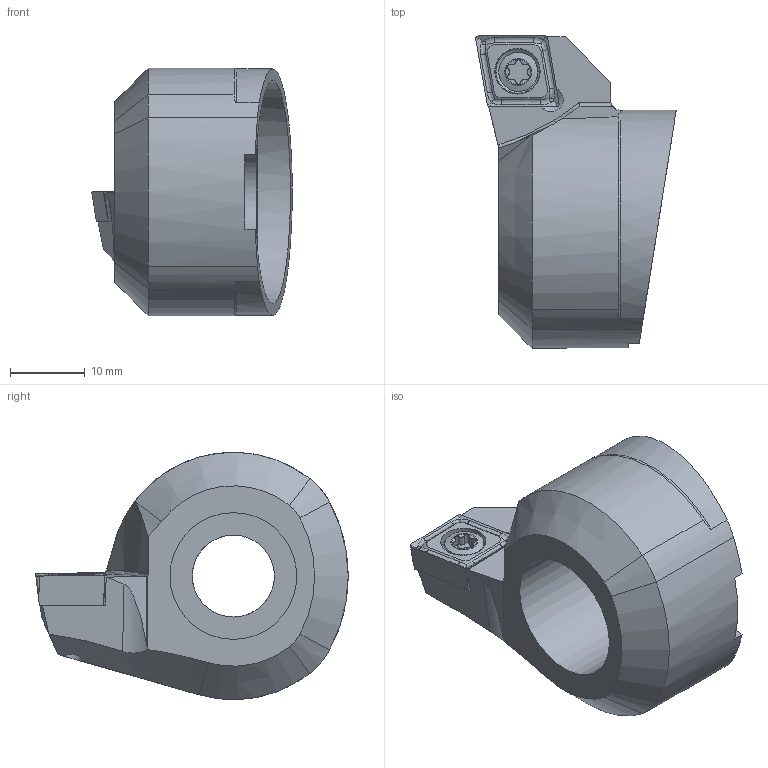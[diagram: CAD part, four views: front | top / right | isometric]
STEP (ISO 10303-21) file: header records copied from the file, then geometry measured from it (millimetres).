
FILE_DESCRIPTION (( 'STEP AP214' ), '1' );
FILE_NAME ('F55.WCB.001.022.STEP', '2020-08-13T13:21:56', ( '' ), ( '' ), 'SwSTEP 2.0', 'SolidWorks 2017', '' );
FILE_SCHEMA (( 'AUTOMOTIVE_DESIGN' ));
Length unit declared in the file: millimetre
Products named in the file (4): WCB-ER2.001.009_A; F55-WCB.001.022_D_fertigbearbeitet; CCMT09T304; F55.WCB.001.022
Assembly tree (3 placements, depth 2):
  F55.WCB.001.022
    F55-WCB.001.022_D_fertigbearbeitet
    CCMT09T304
    WCB-ER2.001.009_A
Bounding box: 26.89 x 41.9 x 33.19 mm (x, y, z)
Volume: 13329 mm3; surface area: 5650.5 mm2
Topology: 3 solids, 3 shells, 120 faces, 317 edges, 195 vertices
Faces by surface type: plane 41, cylinder 31, cone 29, bspline 12, torus 6, sphere 1
Full cylindrical faces by diameter (mm): 3.3 x2, 4 x1, 4.4 x1, 5.25 x1, 6.1 x1, 11 x1, 17 x1
Entity records: 4066 total; most frequent: CARTESIAN_POINT 1273, ORIENTED_EDGE 578, DIRECTION 493, EDGE_CURVE 289, VERTEX_POINT 190, AXIS2_PLACEMENT_3D 187, EDGE_LOOP 141, FACE_OUTER_BOUND 132
